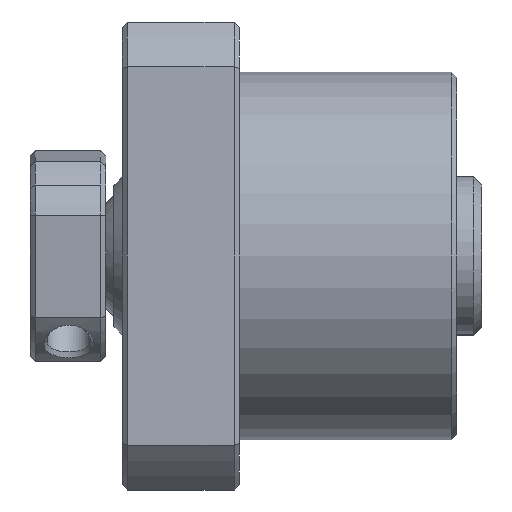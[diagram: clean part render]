
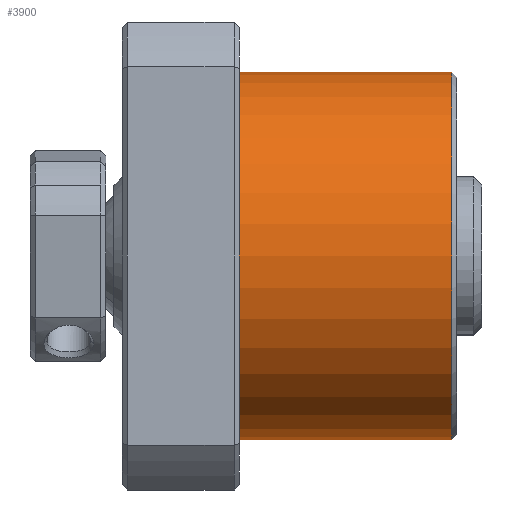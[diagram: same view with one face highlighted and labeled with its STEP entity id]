
A CAD part, front view. The second image highlights one B-rep face of the part: STEP entity #3900.
In plain terms, the highlighted cylindrical face has radius 11 mm (diameter 22 mm), a partial arc.
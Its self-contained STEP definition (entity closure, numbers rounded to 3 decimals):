
#222=CYLINDRICAL_SURFACE('',#965,11.);
#347=VECTOR('',#1623,1.);
#348=VECTOR('',#1626,1.);
#491=LINE('',#5183,#347);
#492=LINE('',#5187,#348);
#660=CIRCLE('',#964,11.);
#661=CIRCLE('',#966,11.);
#964=AXIS2_PLACEMENT_3D('',#5217,#1662,#1663);
#965=AXIS2_PLACEMENT_3D('',#5218,#1664,#1665);
#966=AXIS2_PLACEMENT_3D('',#5219,#1666,#1667);
#1623=DIRECTION('',(-1.,0.,0.));
#1626=DIRECTION('',(-1.,0.,0.));
#1662=DIRECTION('',(-1.,0.,0.));
#1663=DIRECTION('',(0.,0.,11.));
#1664=DIRECTION('',(-1.,0.,0.));
#1665=DIRECTION('',(0.,0.,11.));
#1666=DIRECTION('',(-1.,0.,0.));
#1667=DIRECTION('',(0.,0.,11.));
#2117=VERTEX_POINT('',#5181);
#2118=VERTEX_POINT('',#5182);
#2119=VERTEX_POINT('',#5184);
#2120=VERTEX_POINT('',#5186);
#2525=EDGE_CURVE('',#2118,#2119,#491,.T.);
#2527=EDGE_CURVE('',#2117,#2120,#492,.T.);
#2542=EDGE_CURVE('',#2118,#2117,#660,.T.);
#2543=EDGE_CURVE('',#2119,#2120,#661,.T.);
#3151=ORIENTED_EDGE('',*,*,#2525,.F.);
#3152=ORIENTED_EDGE('',*,*,#2542,.T.);
#3153=ORIENTED_EDGE('',*,*,#2527,.T.);
#3154=ORIENTED_EDGE('',*,*,#2543,.F.);
#3519=EDGE_LOOP('',(#3151,#3152,#3153,#3154));
#3716=FACE_BOUND('',#3519,.T.);
#3900=ADVANCED_FACE('',(#3716),#222,.T.);
#5181=CARTESIAN_POINT('',(19.7,0.,11.));
#5182=CARTESIAN_POINT('',(19.7,0.,-11.));
#5183=CARTESIAN_POINT('',(19.7,0.,-11.));
#5184=CARTESIAN_POINT('',(7.,0.,-11.));
#5186=CARTESIAN_POINT('',(7.,0.,11.));
#5187=CARTESIAN_POINT('',(19.7,0.,11.));
#5217=CARTESIAN_POINT('',(19.7,0.,0.));
#5218=CARTESIAN_POINT('',(-94.469,0.,0.));
#5219=CARTESIAN_POINT('',(7.,0.,0.));
